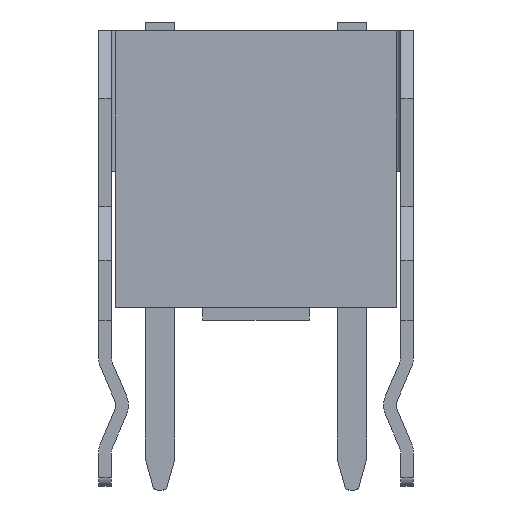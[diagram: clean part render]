
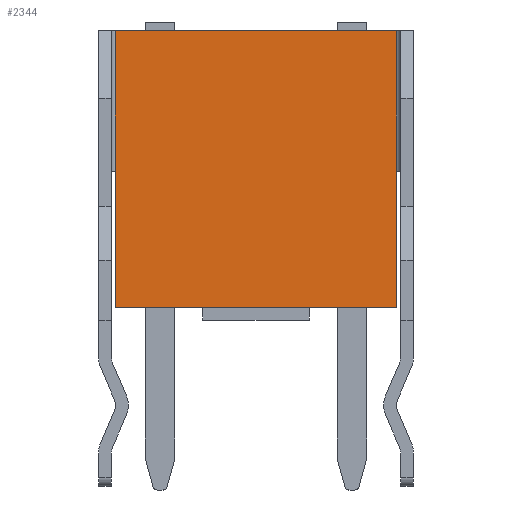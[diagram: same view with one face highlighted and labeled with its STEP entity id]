
A CAD part, front view. The second image highlights one B-rep face of the part: STEP entity #2344.
In plain terms, the highlighted planar face has unit normal (0, -1, 0).
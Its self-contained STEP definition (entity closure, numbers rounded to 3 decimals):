
#122=DIRECTION('',(1.,0.,0.));
#251=VECTOR('',#252,1.);
#252=DIRECTION('',(-1.,0.,0.));
#710=VECTOR('',#122,1.);
#2113=VECTOR('',#2114,1.);
#2114=DIRECTION('',(0.,0.,-1.));
#2123=VECTOR('',#2124,1.);
#2124=DIRECTION('',(0.,0.,1.));
#2149=DIRECTION('',(0.,-1.,0.));
#2150=DIRECTION('',(0.,0.,1.));
#2156=VERTEX_POINT('',#2157);
#2157=CARTESIAN_POINT('',(5.545,-0.95,0.3));
#2164=VERTEX_POINT('',#2165);
#2165=CARTESIAN_POINT('',(-1.055,-0.95,0.3));
#2168=EDGE_CURVE('',#2156,#2164,#2169,.T.);
#2169=LINE('',#2157,#251);
#2232=VERTEX_POINT('',#2233);
#2233=CARTESIAN_POINT('',(5.545,-0.95,6.8));
#2238=EDGE_CURVE('',#2232,#2156,#2239,.T.);
#2239=LINE('',#2233,#2113);
#2250=VERTEX_POINT('',#2251);
#2251=CARTESIAN_POINT('',(-1.055,-0.95,6.8));
#2254=EDGE_CURVE('',#2164,#2250,#2255,.T.);
#2255=LINE('',#2165,#2123);
#2266=EDGE_CURVE('',#2250,#2232,#2267,.T.);
#2267=LINE('',#2251,#710);
#2344=ADVANCED_FACE('',(#2345),#2351,.T.);
#2345=FACE_BOUND('',#2346,.F.);
#2346=EDGE_LOOP('',(#2347,#2348,#2349,#2350));
#2347=ORIENTED_EDGE('',*,*,#2168,.T.);
#2348=ORIENTED_EDGE('',*,*,#2254,.T.);
#2349=ORIENTED_EDGE('',*,*,#2266,.T.);
#2350=ORIENTED_EDGE('',*,*,#2238,.T.);
#2351=PLANE('',#2352);
#2352=AXIS2_PLACEMENT_3D('',#2157,#2149,#2150);
